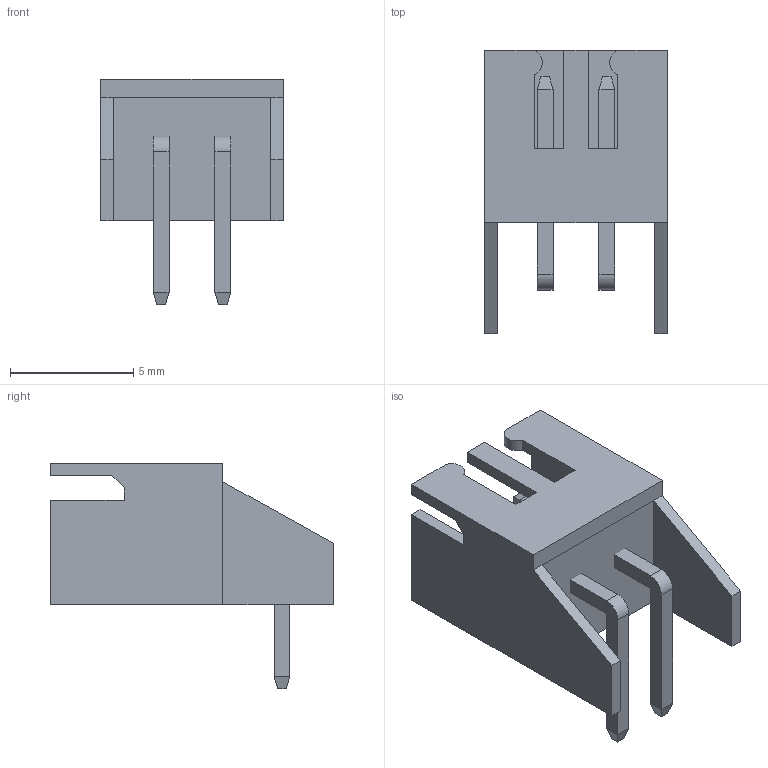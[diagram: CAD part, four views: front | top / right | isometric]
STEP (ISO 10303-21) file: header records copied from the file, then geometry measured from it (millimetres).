
FILE_DESCRIPTION(('FreeCAD Model'),'2;1');
FILE_NAME('DS_1069_A_1x02_Horizontal_cp.step','2020-04-17T20:10:05',( 'kicad StepUp'),('ksu MCAD'),'Open CASCADE STEP processor 7.3', 'FreeCAD','Unknown');
FILE_SCHEMA(('AUTOMOTIVE_DESIGN { 1 0 10303 214 1 1 1 1 }'));
Length unit declared in the file: millimetre
Products named in the file (1): DS_1069_A_1x02_Horizontal_cp
Bounding box: 7.4 x 11.5 x 9.15 mm (x, y, z)
Volume: 121.4 mm3; surface area: 547.8 mm2
Topology: 3 solids, 3 shells, 86 faces, 196 edges, 116 vertices
Faces by surface type: plane 66, bspline 16, cylinder 4
Entity records: 2912 total; most frequent: CARTESIAN_POINT 463, ORIENTED_EDGE 392, DIRECTION 330, EDGE_CURVE 196, LINE 172, VECTOR 172, VERTEX_POINT 116, ADVANCED_FACE 86
